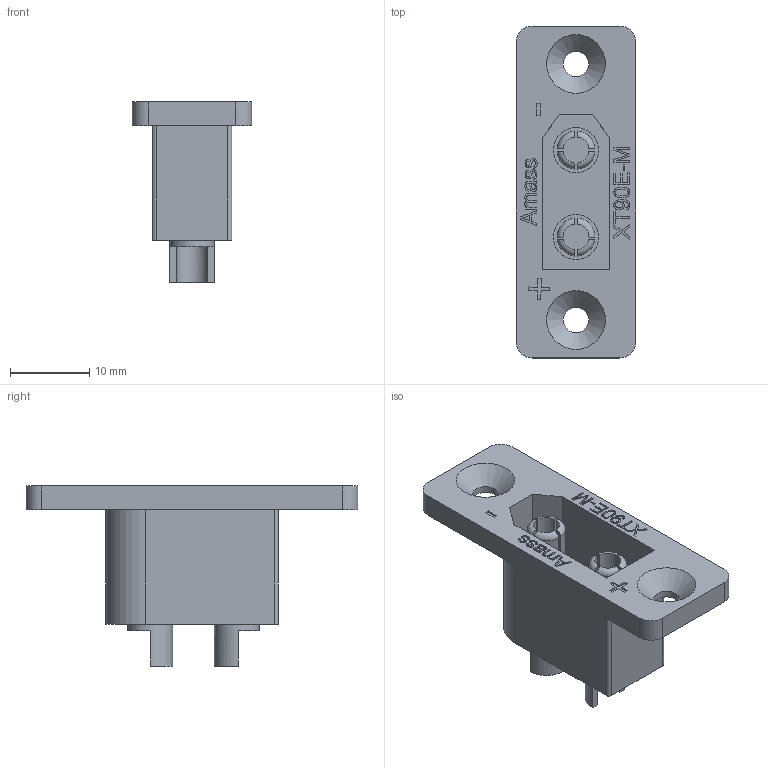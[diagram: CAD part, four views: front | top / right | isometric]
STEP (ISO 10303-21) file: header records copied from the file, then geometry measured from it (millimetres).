
FILE_DESCRIPTION(/* description */ (''),/* implementation_level */ '2;1');
FILE_NAME(/* name */ 'Amass XT90E-M.step',/* time_stamp */ '2022-02-22T22:14:16-06:00',/* author */ (''),/* organization */ (''),/* preprocessor_version */ 'ST-DEVELOPER v18.1',/* originating_system */ 'Autodesk Translation Framework v10.13.0.1454',/* authorisation */ '');
FILE_SCHEMA (('AUTOMOTIVE_DESIGN { 1 0 10303 214 3 1 1 }'));
Length unit declared in the file: millimetre
Products named in the file (1): Amass XT90E-M
Bounding box: 15.1 x 42 x 22.8 mm (x, y, z)
Volume: 2851.5 mm3; surface area: 4442.8 mm2
Topology: 3 solids, 3 shells, 384 faces, 1041 edges, 692 vertices
Faces by surface type: bspline 169, plane 166, cylinder 37, torus 8, cone 4
Full cylindrical faces by diameter (mm): 3.2 x2, 5.7 x4
Entity records: 13754 total; most frequent: CARTESIAN_POINT 5133, ORIENTED_EDGE 2078, DIRECTION 1201, EDGE_CURVE 1039, VERTEX_POINT 692, LINE 601, VECTOR 601, EDGE_LOOP 423
